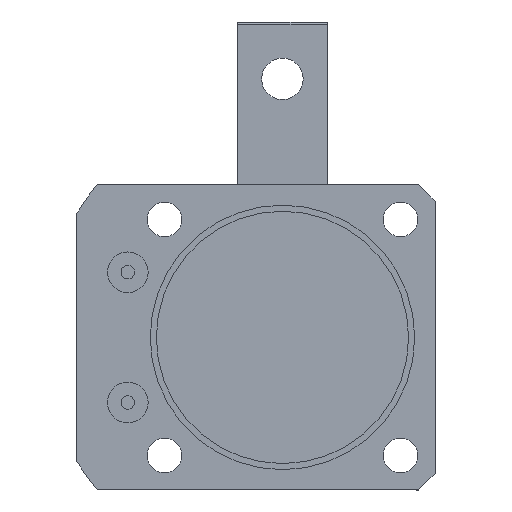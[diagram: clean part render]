
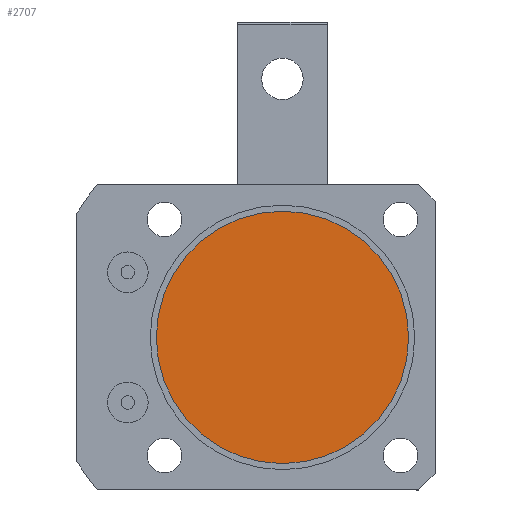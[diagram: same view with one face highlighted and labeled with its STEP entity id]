
A CAD part, front view. The second image highlights one B-rep face of the part: STEP entity #2707.
In plain terms, the highlighted planar face has unit normal (0, -1, 0).
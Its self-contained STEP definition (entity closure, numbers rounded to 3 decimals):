
#277 = VERTEX_POINT ( 'NONE', #3880 ) ;
#396 = VERTEX_POINT ( 'NONE', #3758 ) ;
#724 = DIRECTION ( 'NONE',  ( 0., 0., -1. ) ) ;
#725 = DIRECTION ( 'NONE',  ( 0., 1., 0. ) ) ;
#726 = CARTESIAN_POINT ( 'NONE',  ( 0., 0., 0. ) ) ;
#2707 = ADVANCED_FACE ( 'NONE', ( #7139 ), #4741, .F. ) ;
#3758 = CARTESIAN_POINT ( 'NONE',  ( 0., 0., 31. ) ) ;
#3880 = CARTESIAN_POINT ( 'NONE',  ( 0., 0., -31. ) ) ;
#4738 = DIRECTION ( 'NONE',  ( 0., 0., 1. ) ) ;
#4739 = DIRECTION ( 'NONE',  ( 0., 1., 0. ) ) ;
#4741 = PLANE ( 'NONE',  #6045 ) ;
#4745 = CARTESIAN_POINT ( 'NONE',  ( 0., 0., 0. ) ) ;
#5026 = EDGE_CURVE ( 'NONE', #277, #396, #5402, .T. ) ;
#5402 = CIRCLE ( 'NONE', #6138, 31. ) ;
#6045 = AXIS2_PLACEMENT_3D ( 'NONE', #4745, #4739, #4738 ) ;
#6138 = AXIS2_PLACEMENT_3D ( 'NONE', #10755, #10754, #10753 ) ;
#6213 = AXIS2_PLACEMENT_3D ( 'NONE', #726, #725, #724 ) ;
#7139 = FACE_OUTER_BOUND ( 'NONE', #7348, .T. ) ;
#7348 = EDGE_LOOP ( 'NONE', ( #9024, #8990 ) ) ;
#7714 = CIRCLE ( 'NONE', #6213, 31. ) ;
#8330 = EDGE_CURVE ( 'NONE', #396, #277, #7714, .T. ) ;
#8990 = ORIENTED_EDGE ( 'NONE', *, *, #8330, .F. ) ;
#9024 = ORIENTED_EDGE ( 'NONE', *, *, #5026, .F. ) ;
#10753 = DIRECTION ( 'NONE',  ( 0., 0., -1. ) ) ;
#10754 = DIRECTION ( 'NONE',  ( 0., 1., 0. ) ) ;
#10755 = CARTESIAN_POINT ( 'NONE',  ( 0., 0., 0. ) ) ;
